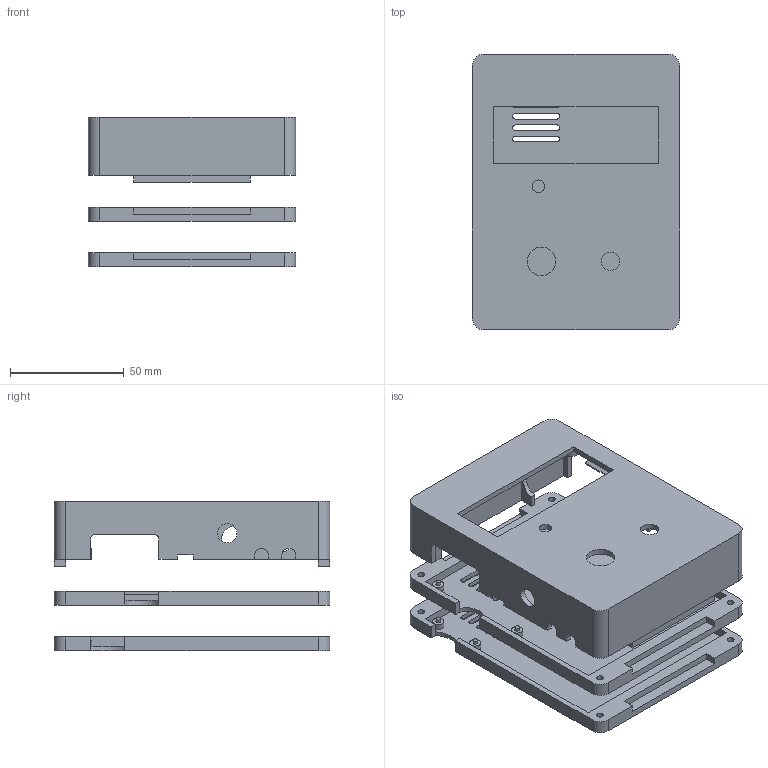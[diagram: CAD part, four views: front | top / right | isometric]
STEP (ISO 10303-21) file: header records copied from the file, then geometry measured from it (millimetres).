
FILE_DESCRIPTION(('FreeCAD Model'),'2;1');
FILE_NAME('Open CASCADE Shape Model','2023-08-26T10:58:27',('Author'),( ''),'Open CASCADE STEP processor 7.6','FreeCAD','Unknown');
FILE_SCHEMA(('AUTOMOTIVE_DESIGN { 1 0 10303 214 1 1 1 1 }'));
Length unit declared in the file: millimetre
Products named in the file (4): squishbox_box_v10; Pi 3_4 base; Box cover; Pi Zero base
Assembly tree (3 placements, depth 2):
  squishbox_box_v10
    Pi 3_4 base
    Box cover
    Pi Zero base
Bounding box: 91 x 121 x 65.5 mm (x, y, z)
Volume: 133270 mm3; surface area: 90807.4 mm2
Topology: 3 solids, 3 shells, 304 faces, 758 edges, 490 vertices
Faces by surface type: plane 194, cylinder 94, cone 8, extrusion 8
Full cylindrical faces by diameter (mm): 2 x8, 2.5 x8, 3 x8, 5 x8, 5.5 x1, 6 x12, 8 x1, 8.5 x1, 11 x2, 12.5 x1, 18 x2
Entity records: 21503 total; most frequent: CARTESIAN_POINT 5830, DIRECTION 2951, VECTOR 1854, LINE 1846, ORIENTED_EDGE 1516, PCURVE 1516, DEFINITIONAL_REPRESENTATION 1516, EDGE_CURVE 758
